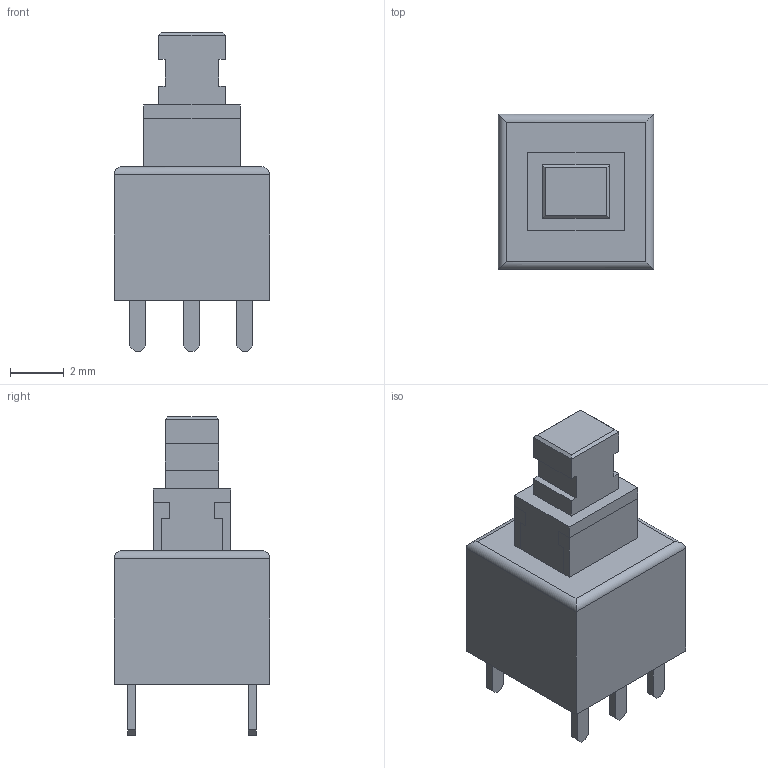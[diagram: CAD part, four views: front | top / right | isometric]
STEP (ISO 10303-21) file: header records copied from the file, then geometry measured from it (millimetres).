
FILE_DESCRIPTION (( 'STEP AP214' ), '1' );
FILE_NAME ('PB-22E60 self-lock.STEP', '2009-08-07T06:02:13', ( 'kiwnliu' ), ( 'DS' ), 'SwSTEP 2.0', 'SolidWorks 2009', '' );
FILE_SCHEMA (( 'AUTOMOTIVE_DESIGN' ));
Length unit declared in the file: millimetre
Products named in the file (1): PB-22E60 self-lock
Bounding box: 5.8 x 5.8 x 11.9 mm (x, y, z)
Volume: 206.2 mm3; surface area: 254.5 mm2
Topology: 1 solids, 1 shells, 80 faces, 210 edges, 140 vertices
Faces by surface type: plane 76, cylinder 4
Entity records: 3317 total; most frequent: CARTESIAN_POINT 443, ORIENTED_EDGE 420, DIRECTION 368, EDGE_CURVE 210, VECTOR 206, LINE 206, VERTEX_POINT 140, EDGE_LOOP 88
